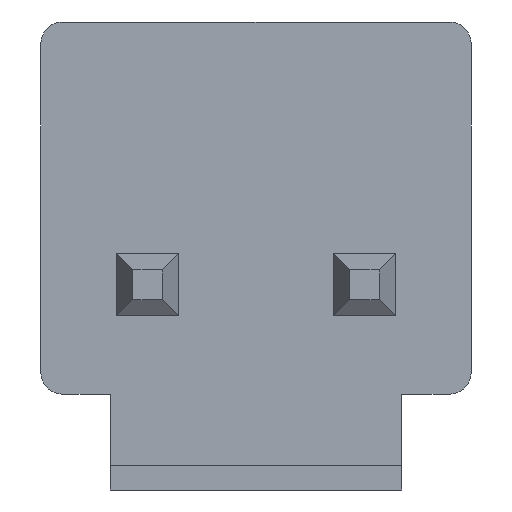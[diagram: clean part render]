
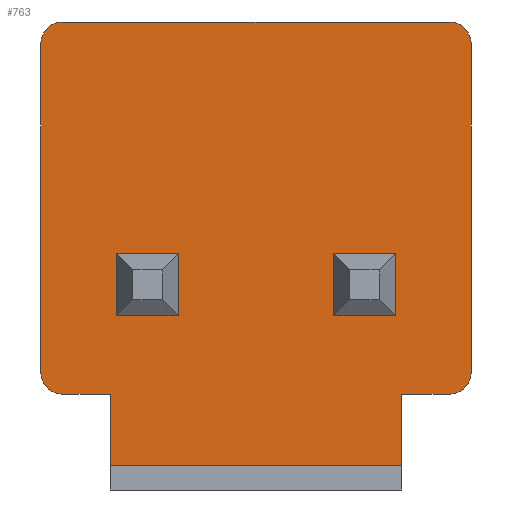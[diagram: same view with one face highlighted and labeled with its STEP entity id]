
A CAD part, front view. The second image highlights one B-rep face of the part: STEP entity #763.
In plain terms, the highlighted planar face has unit normal (0, -1, 0).
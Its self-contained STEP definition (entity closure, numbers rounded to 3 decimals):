
#20=PLANE('',#829);
#65=FACE_OUTER_BOUND('',#113,.T.);
#113=EDGE_LOOP('',(#549,#550,#551,#552,#553,#554,#555,#556,#557,#558,#559,
#560));
#161=LINE('',#1107,#261);
#164=LINE('',#1113,#264);
#165=LINE('',#1115,#265);
#166=LINE('',#1117,#266);
#167=LINE('',#1119,#267);
#168=LINE('',#1121,#268);
#169=LINE('',#1125,#269);
#170=LINE('',#1129,#270);
#261=VECTOR('',#893,10.);
#264=VECTOR('',#898,10.);
#265=VECTOR('',#899,10.);
#266=VECTOR('',#900,10.);
#267=VECTOR('',#901,10.);
#268=VECTOR('',#902,10.);
#269=VECTOR('',#905,10.);
#270=VECTOR('',#908,10.);
#360=CIRCLE('',#827,0.4);
#361=CIRCLE('',#830,0.4);
#362=CIRCLE('',#831,0.4);
#363=CIRCLE('',#832,0.4);
#369=VERTEX_POINT('',#1100);
#370=VERTEX_POINT('',#1102);
#371=VERTEX_POINT('',#1106);
#373=VERTEX_POINT('',#1112);
#374=VERTEX_POINT('',#1114);
#375=VERTEX_POINT('',#1116);
#376=VERTEX_POINT('',#1118);
#377=VERTEX_POINT('',#1120);
#378=VERTEX_POINT('',#1122);
#379=VERTEX_POINT('',#1124);
#380=VERTEX_POINT('',#1126);
#381=VERTEX_POINT('',#1128);
#435=EDGE_CURVE('',#369,#370,#360,.T.);
#437=EDGE_CURVE('',#371,#370,#161,.T.);
#440=EDGE_CURVE('',#369,#373,#164,.T.);
#441=EDGE_CURVE('',#374,#373,#165,.T.);
#442=EDGE_CURVE('',#374,#375,#166,.T.);
#443=EDGE_CURVE('',#376,#375,#167,.T.);
#444=EDGE_CURVE('',#376,#377,#168,.T.);
#445=EDGE_CURVE('',#378,#377,#361,.T.);
#446=EDGE_CURVE('',#378,#379,#169,.T.);
#447=EDGE_CURVE('',#380,#379,#362,.T.);
#448=EDGE_CURVE('',#380,#381,#170,.T.);
#449=EDGE_CURVE('',#371,#381,#363,.T.);
#549=ORIENTED_EDGE('',*,*,#435,.F.);
#550=ORIENTED_EDGE('',*,*,#440,.T.);
#551=ORIENTED_EDGE('',*,*,#441,.F.);
#552=ORIENTED_EDGE('',*,*,#442,.T.);
#553=ORIENTED_EDGE('',*,*,#443,.F.);
#554=ORIENTED_EDGE('',*,*,#444,.T.);
#555=ORIENTED_EDGE('',*,*,#445,.F.);
#556=ORIENTED_EDGE('',*,*,#446,.T.);
#557=ORIENTED_EDGE('',*,*,#447,.F.);
#558=ORIENTED_EDGE('',*,*,#448,.T.);
#559=ORIENTED_EDGE('',*,*,#449,.F.);
#560=ORIENTED_EDGE('',*,*,#437,.T.);
#763=ADVANCED_FACE('',(#65),#20,.F.);
#827=AXIS2_PLACEMENT_3D('',#1103,#888,#889);
#829=AXIS2_PLACEMENT_3D('',#1111,#896,#897);
#830=AXIS2_PLACEMENT_3D('',#1123,#903,#904);
#831=AXIS2_PLACEMENT_3D('',#1127,#906,#907);
#832=AXIS2_PLACEMENT_3D('',#1130,#909,#910);
#888=DIRECTION('center_axis',(0.,1.,0.));
#889=DIRECTION('ref_axis',(-0.707,0.,-0.707));
#893=DIRECTION('',(0.,0.,-1.));
#896=DIRECTION('center_axis',(0.,1.,0.));
#897=DIRECTION('ref_axis',(1.,0.,0.));
#898=DIRECTION('',(1.,0.,0.));
#899=DIRECTION('',(0.,0.,1.));
#900=DIRECTION('',(1.,0.,0.));
#901=DIRECTION('',(0.,0.,-1.));
#902=DIRECTION('',(1.,0.,0.));
#903=DIRECTION('center_axis',(0.,1.,0.));
#904=DIRECTION('ref_axis',(0.707,0.,-0.707));
#905=DIRECTION('',(0.,0.,1.));
#906=DIRECTION('center_axis',(0.,1.,0.));
#907=DIRECTION('ref_axis',(0.707,0.,0.707));
#908=DIRECTION('',(-1.,0.,0.));
#909=DIRECTION('center_axis',(0.,1.,0.));
#910=DIRECTION('ref_axis',(-0.707,0.,0.707));
#1100=CARTESIAN_POINT('',(-3.53,0.,-3.4));
#1102=CARTESIAN_POINT('',(-3.93,0.,-3.));
#1103=CARTESIAN_POINT('Origin',(-3.53,0.,-3.));
#1106=CARTESIAN_POINT('',(-3.93,0.,3.));
#1107=CARTESIAN_POINT('',(-3.93,0.,3.4));
#1111=CARTESIAN_POINT('Origin',(0.,0.,0.));
#1112=CARTESIAN_POINT('',(-2.66,0.,-3.4));
#1113=CARTESIAN_POINT('',(-3.93,0.,-3.4));
#1114=CARTESIAN_POINT('',(-2.66,0.,-4.7));
#1115=CARTESIAN_POINT('',(-2.66,0.,-3.4));
#1116=CARTESIAN_POINT('',(2.66,0.,-4.7));
#1117=CARTESIAN_POINT('',(0.,0.,-4.7));
#1118=CARTESIAN_POINT('',(2.66,0.,-3.4));
#1119=CARTESIAN_POINT('',(2.66,0.,-3.4));
#1120=CARTESIAN_POINT('',(3.53,0.,-3.4));
#1121=CARTESIAN_POINT('',(-3.93,0.,-3.4));
#1122=CARTESIAN_POINT('',(3.93,0.,-3.));
#1123=CARTESIAN_POINT('Origin',(3.53,0.,-3.));
#1124=CARTESIAN_POINT('',(3.93,0.,3.));
#1125=CARTESIAN_POINT('',(3.93,0.,-3.4));
#1126=CARTESIAN_POINT('',(3.53,0.,3.4));
#1127=CARTESIAN_POINT('Origin',(3.53,0.,3.));
#1128=CARTESIAN_POINT('',(-3.53,0.,3.4));
#1129=CARTESIAN_POINT('',(3.93,0.,3.4));
#1130=CARTESIAN_POINT('Origin',(-3.53,0.,3.));
